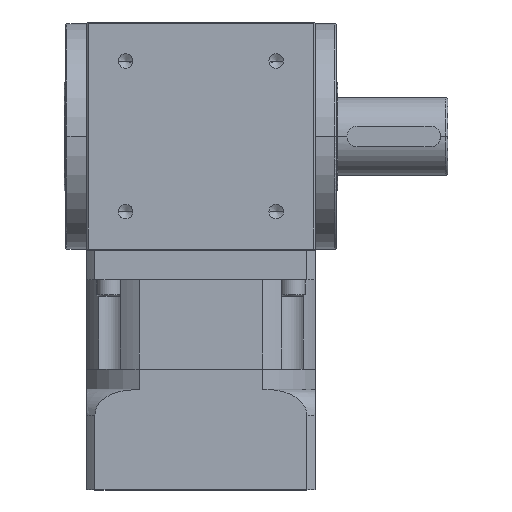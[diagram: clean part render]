
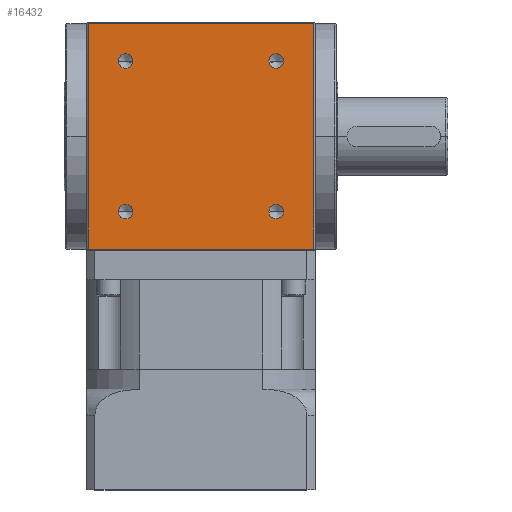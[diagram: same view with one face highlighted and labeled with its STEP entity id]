
A CAD part, top view. The second image highlights one B-rep face of the part: STEP entity #16432.
In plain terms, the highlighted planar face has unit normal (0, 0, 1).
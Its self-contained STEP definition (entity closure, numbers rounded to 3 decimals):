
#53 = LINE ( 'NONE', #803, #10943 ) ;
#220 = CARTESIAN_POINT ( 'NONE',  ( 108.5, -108.5, 110. ) ) ;
#443 = DIRECTION ( 'NONE',  ( 1., 0., 0. ) ) ;
#638 = EDGE_LOOP ( 'NONE', ( #8824, #3705, #8749, #20242 ) ) ;
#735 = CIRCLE ( 'NONE', #7852, 7. ) ;
#803 = CARTESIAN_POINT ( 'NONE',  ( 108.5, 0., 110. ) ) ;
#1158 = AXIS2_PLACEMENT_3D ( 'NONE', #25090, #11498, #27297 ) ;
#1571 = AXIS2_PLACEMENT_3D ( 'NONE', #7945, #23862, #10256 ) ;
#1734 = CIRCLE ( 'NONE', #21527, 7. ) ;
#1795 = ORIENTED_EDGE ( 'NONE', *, *, #24134, .F. ) ;
#2249 = VERTEX_POINT ( 'NONE', #16321 ) ;
#2291 = EDGE_CURVE ( 'NONE', #3472, #8395, #3813, .T. ) ;
#2471 = EDGE_CURVE ( 'NONE', #22933, #4548, #5931, .T. ) ;
#2788 = DIRECTION ( 'NONE',  ( 0., 0., 1. ) ) ;
#2917 = AXIS2_PLACEMENT_3D ( 'NONE', #9221, #25126, #11527 ) ;
#3472 = VERTEX_POINT ( 'NONE', #14441 ) ;
#3705 = ORIENTED_EDGE ( 'NONE', *, *, #18060, .T. ) ;
#3811 = CARTESIAN_POINT ( 'NONE',  ( 72.478, 72.478, 110. ) ) ;
#3813 = LINE ( 'NONE', #15613, #11574 ) ;
#3976 = CARTESIAN_POINT ( 'NONE',  ( -65.478, 72.478, 110. ) ) ;
#4260 = CARTESIAN_POINT ( 'NONE',  ( 0., 0., 110. ) ) ;
#4548 = VERTEX_POINT ( 'NONE', #220 ) ;
#4927 = AXIS2_PLACEMENT_3D ( 'NONE', #4260, #20327, #6626 ) ;
#5456 = ORIENTED_EDGE ( 'NONE', *, *, #25193, .F. ) ;
#5889 = ORIENTED_EDGE ( 'NONE', *, *, #14212, .F. ) ;
#5931 = LINE ( 'NONE', #12591, #9699 ) ;
#6163 = DIRECTION ( 'NONE',  ( 1., 0., 0. ) ) ;
#6504 = AXIS2_PLACEMENT_3D ( 'NONE', #3811, #19878, #6163 ) ;
#6617 = VERTEX_POINT ( 'NONE', #20068 ) ;
#6626 = DIRECTION ( 'NONE',  ( 1., 0., 0. ) ) ;
#6936 = CARTESIAN_POINT ( 'NONE',  ( -72.478, 72.478, 110. ) ) ;
#7640 = VERTEX_POINT ( 'NONE', #24009 ) ;
#7688 = VERTEX_POINT ( 'NONE', #15327 ) ;
#7852 = AXIS2_PLACEMENT_3D ( 'NONE', #21898, #8261, #24145 ) ;
#7945 = CARTESIAN_POINT ( 'NONE',  ( 72.478, 72.478, 110. ) ) ;
#8021 = CIRCLE ( 'NONE', #14949, 7. ) ;
#8218 = EDGE_LOOP ( 'NONE', ( #21467, #5456 ) ) ;
#8261 = DIRECTION ( 'NONE',  ( 0., 0., 1. ) ) ;
#8395 = VERTEX_POINT ( 'NONE', #17432 ) ;
#8520 = EDGE_LOOP ( 'NONE', ( #5889, #11718 ) ) ;
#8565 = CIRCLE ( 'NONE', #1158, 7. ) ;
#8729 = CARTESIAN_POINT ( 'NONE',  ( 65.478, 72.478, 110. ) ) ;
#8735 = FACE_OUTER_BOUND ( 'NONE', #638, .T. ) ;
#8749 = ORIENTED_EDGE ( 'NONE', *, *, #2471, .T. ) ;
#8824 = ORIENTED_EDGE ( 'NONE', *, *, #2291, .T. ) ;
#9221 = CARTESIAN_POINT ( 'NONE',  ( -72.478, -72.478, 110. ) ) ;
#9244 = DIRECTION ( 'NONE',  ( 1., 0., 0. ) ) ;
#9442 = FACE_BOUND ( 'NONE', #18133, .T. ) ;
#9699 = VECTOR ( 'NONE', #12556, 1000. ) ;
#10256 = DIRECTION ( 'NONE',  ( 1., 0., 0. ) ) ;
#10262 = CIRCLE ( 'NONE', #2917, 7. ) ;
#10880 = VERTEX_POINT ( 'NONE', #15950 ) ;
#10943 = VECTOR ( 'NONE', #16916, 1000. ) ;
#11498 = DIRECTION ( 'NONE',  ( 0., 0., 1. ) ) ;
#11527 = DIRECTION ( 'NONE',  ( 1., 0., 0. ) ) ;
#11574 = VECTOR ( 'NONE', #15544, 1000. ) ;
#11718 = ORIENTED_EDGE ( 'NONE', *, *, #26507, .F. ) ;
#12299 = VERTEX_POINT ( 'NONE', #8729 ) ;
#12556 = DIRECTION ( 'NONE',  ( 1., 0., 0. ) ) ;
#12591 = CARTESIAN_POINT ( 'NONE',  ( 0., -108.5, 110. ) ) ;
#14212 = EDGE_CURVE ( 'NONE', #24625, #12299, #20995, .T. ) ;
#14321 = DIRECTION ( 'NONE',  ( 0., 0., 1. ) ) ;
#14441 = CARTESIAN_POINT ( 'NONE',  ( 108.5, 108.5, 110. ) ) ;
#14817 = FACE_BOUND ( 'NONE', #8520, .T. ) ;
#14949 = AXIS2_PLACEMENT_3D ( 'NONE', #16568, #2788, #18854 ) ;
#15023 = VECTOR ( 'NONE', #26179, 1000. ) ;
#15327 = CARTESIAN_POINT ( 'NONE',  ( -65.478, -72.478, 110. ) ) ;
#15544 = DIRECTION ( 'NONE',  ( -1., 0., 0. ) ) ;
#15613 = CARTESIAN_POINT ( 'NONE',  ( 0., 108.5, 110. ) ) ;
#15950 = CARTESIAN_POINT ( 'NONE',  ( -79.478, -72.478, 110. ) ) ;
#16321 = CARTESIAN_POINT ( 'NONE',  ( -79.478, 72.478, 110. ) ) ;
#16432 = ADVANCED_FACE ( 'NONE', ( #26794, #14817, #9442, #20867, #8735 ), #20228, .T. ) ;
#16568 = CARTESIAN_POINT ( 'NONE',  ( 72.478, -72.478, 110. ) ) ;
#16916 = DIRECTION ( 'NONE',  ( 0., 1., 0. ) ) ;
#17197 = CARTESIAN_POINT ( 'NONE',  ( -108.5, 0., 110. ) ) ;
#17355 = ORIENTED_EDGE ( 'NONE', *, *, #27605, .F. ) ;
#17432 = CARTESIAN_POINT ( 'NONE',  ( -108.5, 108.5, 110. ) ) ;
#17577 = VERTEX_POINT ( 'NONE', #3976 ) ;
#17906 = EDGE_LOOP ( 'NONE', ( #22194, #28607 ) ) ;
#18060 = EDGE_CURVE ( 'NONE', #8395, #22933, #27002, .T. ) ;
#18133 = EDGE_LOOP ( 'NONE', ( #1795, #17355 ) ) ;
#18854 = DIRECTION ( 'NONE',  ( 1., 0., 0. ) ) ;
#19223 = CIRCLE ( 'NONE', #1571, 7. ) ;
#19878 = DIRECTION ( 'NONE',  ( 0., 0., 1. ) ) ;
#20068 = CARTESIAN_POINT ( 'NONE',  ( 65.478, -72.478, 110. ) ) ;
#20228 = PLANE ( 'NONE',  #4927 ) ;
#20242 = ORIENTED_EDGE ( 'NONE', *, *, #23635, .T. ) ;
#20327 = DIRECTION ( 'NONE',  ( 0., 0., 1. ) ) ;
#20663 = CARTESIAN_POINT ( 'NONE',  ( 79.478, 72.478, 110. ) ) ;
#20867 = FACE_BOUND ( 'NONE', #17906, .T. ) ;
#20995 = CIRCLE ( 'NONE', #6504, 7. ) ;
#21467 = ORIENTED_EDGE ( 'NONE', *, *, #26080, .F. ) ;
#21527 = AXIS2_PLACEMENT_3D ( 'NONE', #6936, #22872, #9244 ) ;
#21898 = CARTESIAN_POINT ( 'NONE',  ( -72.478, -72.478, 110. ) ) ;
#22194 = ORIENTED_EDGE ( 'NONE', *, *, #22918, .F. ) ;
#22853 = CARTESIAN_POINT ( 'NONE',  ( -108.5, -108.5, 110. ) ) ;
#22872 = DIRECTION ( 'NONE',  ( 0., 0., 1. ) ) ;
#22918 = EDGE_CURVE ( 'NONE', #7688, #10880, #10262, .T. ) ;
#22933 = VERTEX_POINT ( 'NONE', #22853 ) ;
#23635 = EDGE_CURVE ( 'NONE', #4548, #3472, #53, .T. ) ;
#23862 = DIRECTION ( 'NONE',  ( 0., 0., 1. ) ) ;
#24009 = CARTESIAN_POINT ( 'NONE',  ( 79.478, -72.478, 110. ) ) ;
#24134 = EDGE_CURVE ( 'NONE', #7640, #6617, #8021, .T. ) ;
#24145 = DIRECTION ( 'NONE',  ( 1., 0., 0. ) ) ;
#24625 = VERTEX_POINT ( 'NONE', #20663 ) ;
#25090 = CARTESIAN_POINT ( 'NONE',  ( -72.478, 72.478, 110. ) ) ;
#25126 = DIRECTION ( 'NONE',  ( 0., 0., 1. ) ) ;
#25193 = EDGE_CURVE ( 'NONE', #2249, #17577, #1734, .T. ) ;
#26080 = EDGE_CURVE ( 'NONE', #17577, #2249, #8565, .T. ) ;
#26179 = DIRECTION ( 'NONE',  ( 0., -1., 0. ) ) ;
#26197 = CIRCLE ( 'NONE', #28336, 7. ) ;
#26507 = EDGE_CURVE ( 'NONE', #12299, #24625, #19223, .T. ) ;
#26794 = FACE_BOUND ( 'NONE', #8218, .T. ) ;
#27002 = LINE ( 'NONE', #17197, #15023 ) ;
#27297 = DIRECTION ( 'NONE',  ( 1., 0., 0. ) ) ;
#27605 = EDGE_CURVE ( 'NONE', #6617, #7640, #26197, .T. ) ;
#27822 = CARTESIAN_POINT ( 'NONE',  ( 72.478, -72.478, 110. ) ) ;
#28301 = EDGE_CURVE ( 'NONE', #10880, #7688, #735, .T. ) ;
#28336 = AXIS2_PLACEMENT_3D ( 'NONE', #27822, #14321, #443 ) ;
#28607 = ORIENTED_EDGE ( 'NONE', *, *, #28301, .F. ) ;
